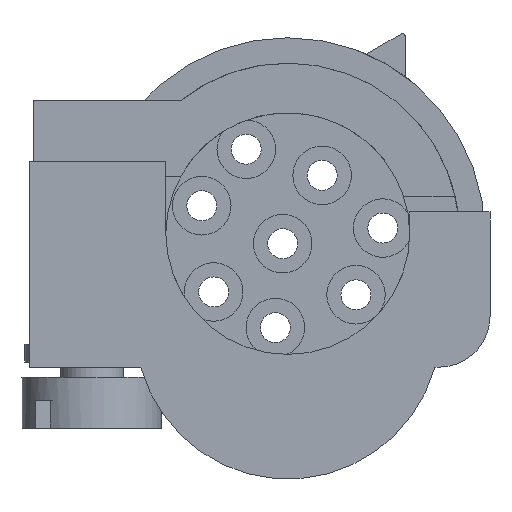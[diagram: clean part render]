
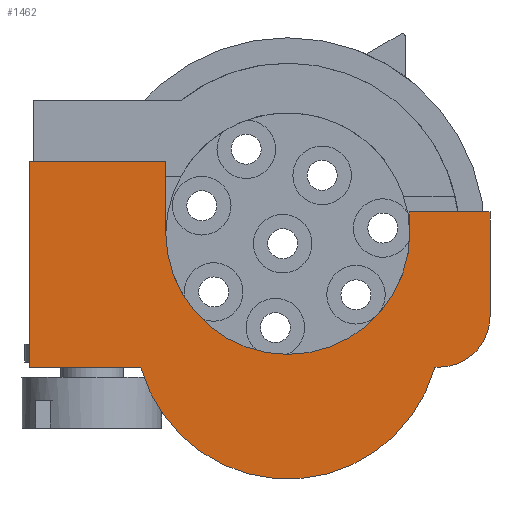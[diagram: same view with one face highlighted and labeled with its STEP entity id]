
A CAD part, front view. The second image highlights one B-rep face of the part: STEP entity #1462.
In plain terms, the highlighted planar face has unit normal (0, -1, 0).
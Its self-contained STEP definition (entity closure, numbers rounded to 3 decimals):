
#1157=PLANE('',#7198);
#1462=ADVANCED_FACE('',(#1852),#1157,.T.);
#1852=FACE_OUTER_BOUND('',#2193,.T.);
#2193=EDGE_LOOP('',(#3324,#3325,#3326,#3327,#3328,#3329,#3330,#3331,#3332,
#3333,#3334));
#3324=ORIENTED_EDGE('',*,*,#5079,.T.);
#3325=ORIENTED_EDGE('',*,*,#5078,.T.);
#3326=ORIENTED_EDGE('',*,*,#5080,.F.);
#3327=ORIENTED_EDGE('',*,*,#5064,.T.);
#3328=ORIENTED_EDGE('',*,*,#5081,.T.);
#3329=ORIENTED_EDGE('',*,*,#5082,.T.);
#3330=ORIENTED_EDGE('',*,*,#5083,.T.);
#3331=ORIENTED_EDGE('',*,*,#5060,.T.);
#3332=ORIENTED_EDGE('',*,*,#5048,.T.);
#3333=ORIENTED_EDGE('',*,*,#5046,.T.);
#3334=ORIENTED_EDGE('',*,*,#5042,.T.);
#4331=VERTEX_POINT('',#10572);
#4332=VERTEX_POINT('',#10574);
#4335=VERTEX_POINT('',#10582);
#4336=VERTEX_POINT('',#10586);
#4343=VERTEX_POINT('',#10609);
#4346=VERTEX_POINT('',#10616);
#4347=VERTEX_POINT('',#10618);
#4356=VERTEX_POINT('',#10643);
#4357=VERTEX_POINT('',#10645);
#4358=VERTEX_POINT('',#10651);
#4359=VERTEX_POINT('',#10653);
#5042=EDGE_CURVE('',#4332,#4331,#5858,.T.);
#5046=EDGE_CURVE('',#4335,#4332,#5492,.T.);
#5048=EDGE_CURVE('',#4336,#4335,#5862,.T.);
#5060=EDGE_CURVE('',#4343,#4336,#5496,.T.);
#5064=EDGE_CURVE('',#4347,#4346,#5874,.T.);
#5078=EDGE_CURVE('',#4356,#4357,#5887,.T.);
#5079=EDGE_CURVE('',#4331,#4356,#5888,.T.);
#5080=EDGE_CURVE('',#4347,#4357,#5498,.T.);
#5081=EDGE_CURVE('',#4346,#4358,#5889,.T.);
#5082=EDGE_CURVE('',#4358,#4359,#5890,.T.);
#5083=EDGE_CURVE('',#4359,#4343,#5891,.T.);
#5492=CIRCLE('',#7180,2.);
#5496=CIRCLE('',#7189,6.);
#5498=CIRCLE('',#7197,4.8);
#5858=LINE('',#10573,#6380);
#5862=LINE('',#10585,#6384);
#5874=LINE('',#10617,#6396);
#5887=LINE('',#10646,#6409);
#5888=LINE('',#10648,#6410);
#5889=LINE('',#10650,#6411);
#5890=LINE('',#10652,#6412);
#5891=LINE('',#10654,#6413);
#6380=VECTOR('',#8467,1.);
#6384=VECTOR('',#8479,1.);
#6396=VECTOR('',#8509,1.);
#6409=VECTOR('',#8532,1.);
#6410=VECTOR('',#8535,1.);
#6411=VECTOR('',#8538,1.);
#6412=VECTOR('',#8539,1.);
#6413=VECTOR('',#8540,1.);
#7180=AXIS2_PLACEMENT_3D('',#10581,#8474,#8475);
#7189=AXIS2_PLACEMENT_3D('',#10608,#8502,#8503);
#7197=AXIS2_PLACEMENT_3D('',#10649,#8536,#8537);
#7198=AXIS2_PLACEMENT_3D('',#10655,#8541,#8542);
#8467=DIRECTION('',(0.,0.,1.));
#8474=DIRECTION('',(0.,-1.,0.));
#8475=DIRECTION('',(0.,0.,-1.));
#8479=DIRECTION('',(1.,0.,0.));
#8502=DIRECTION('',(0.,-1.,0.));
#8503=DIRECTION('',(-0.964,0.,-0.267));
#8509=DIRECTION('',(0.,0.,1.));
#8532=DIRECTION('',(0.,0.,-1.));
#8535=DIRECTION('',(-1.,0.,0.));
#8536=DIRECTION('',(0.,-1.,0.));
#8537=DIRECTION('',(-1.,0.,0.));
#8538=DIRECTION('',(-1.,0.,0.));
#8539=DIRECTION('',(0.,0.,-1.));
#8540=DIRECTION('',(1.,0.,0.));
#8541=DIRECTION('',(0.,-1.,0.));
#8542=DIRECTION('',(0.,0.,-1.));
#10572=CARTESIAN_POINT('',(7.95,-43.65,0.9));
#10573=CARTESIAN_POINT('',(7.95,-43.65,-3.2));
#10574=CARTESIAN_POINT('',(7.95,-43.65,-3.2));
#10581=CARTESIAN_POINT('',(5.95,-43.65,-3.2));
#10582=CARTESIAN_POINT('',(5.95,-43.65,-5.2));
#10585=CARTESIAN_POINT('',(5.783,-43.65,-5.2));
#10586=CARTESIAN_POINT('',(5.783,-43.65,-5.2));
#10608=CARTESIAN_POINT('',(0.,-43.65,-3.6));
#10609=CARTESIAN_POINT('',(-5.783,-43.65,-5.2));
#10616=CARTESIAN_POINT('',(-4.8,-43.65,2.9));
#10617=CARTESIAN_POINT('',(-4.8,-43.65,0.1));
#10618=CARTESIAN_POINT('',(-4.8,-43.65,0.1));
#10643=CARTESIAN_POINT('',(4.8,-43.65,0.9));
#10645=CARTESIAN_POINT('',(4.8,-43.65,0.1));
#10646=CARTESIAN_POINT('',(4.8,-43.65,0.9));
#10648=CARTESIAN_POINT('',(7.95,-43.65,0.9));
#10649=CARTESIAN_POINT('',(0.,-43.65,0.1));
#10650=CARTESIAN_POINT('',(-4.8,-43.65,2.9));
#10651=CARTESIAN_POINT('',(-10.15,-43.65,2.9));
#10652=CARTESIAN_POINT('',(-10.15,-43.65,2.9));
#10653=CARTESIAN_POINT('',(-10.15,-43.65,-5.2));
#10654=CARTESIAN_POINT('',(-10.15,-43.65,-5.2));
#10655=CARTESIAN_POINT('',(-11.83,-43.65,3.239));
